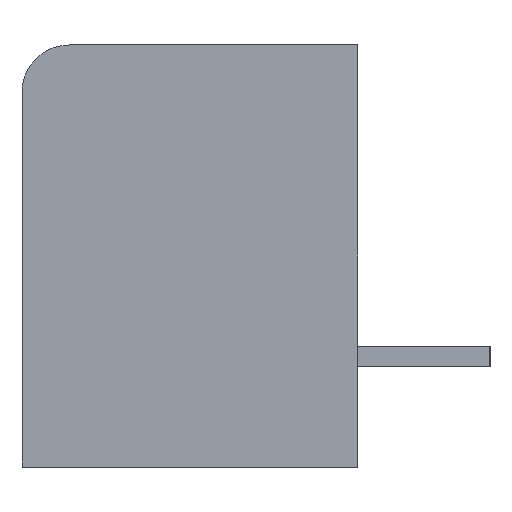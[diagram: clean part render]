
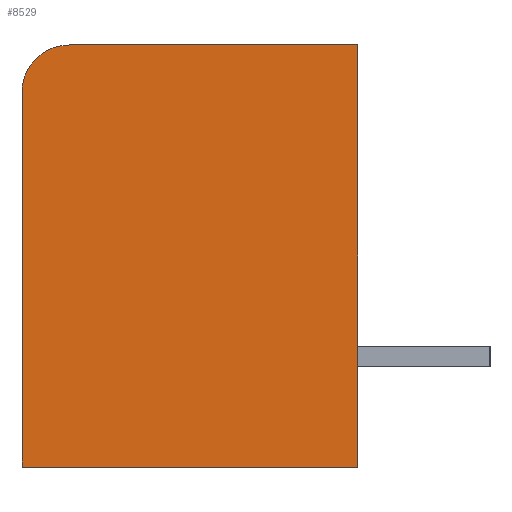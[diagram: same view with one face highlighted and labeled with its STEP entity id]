
A CAD part, left-side view. The second image highlights one B-rep face of the part: STEP entity #8529.
In plain terms, the highlighted planar face has unit normal (-1, 0, 0).
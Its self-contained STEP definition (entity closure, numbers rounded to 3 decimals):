
#163 = EDGE_CURVE ( 'NONE', #2823, #5643, #8019, .T. ) ;
#316 = ORIENTED_EDGE ( 'NONE', *, *, #163, .T. ) ;
#317 = EDGE_CURVE ( 'NONE', #8100, #2823, #813, .T. ) ;
#813 = LINE ( 'NONE', #2216, #1896 ) ;
#940 = CARTESIAN_POINT ( 'NONE',  ( -38.725, 12.25, 6.95 ) ) ;
#1763 = EDGE_CURVE ( 'NONE', #8100, #6101, #1912, .T. ) ;
#1896 = VECTOR ( 'NONE', #4889, 1000. ) ;
#1911 = DIRECTION ( 'NONE',  ( 1., 0., 0. ) ) ;
#1912 = LINE ( 'NONE', #7150, #5281 ) ;
#2075 = CIRCLE ( 'NONE', #8350, 2. ) ;
#2129 = CARTESIAN_POINT ( 'NONE',  ( -38.725, 14.25, -8.95 ) ) ;
#2216 = CARTESIAN_POINT ( 'NONE',  ( -38.725, 14.25, -8.95 ) ) ;
#2273 = DIRECTION ( 'NONE',  ( 0., -1., 0. ) ) ;
#2400 = ORIENTED_EDGE ( 'NONE', *, *, #317, .T. ) ;
#2823 = VERTEX_POINT ( 'NONE', #7026 ) ;
#3047 = EDGE_LOOP ( 'NONE', ( #7735, #4461, #4406, #2400, #316 ) ) ;
#3322 = CARTESIAN_POINT ( 'NONE',  ( -38.725, 0., -8.95 ) ) ;
#3323 = PLANE ( 'NONE',  #6540 ) ;
#3681 = CARTESIAN_POINT ( 'NONE',  ( -38.725, 14.25, 8.95 ) ) ;
#3778 = EDGE_CURVE ( 'NONE', #4253, #5643, #5400, .T. ) ;
#4253 = VERTEX_POINT ( 'NONE', #5159 ) ;
#4406 = ORIENTED_EDGE ( 'NONE', *, *, #1763, .F. ) ;
#4455 = DIRECTION ( 'NONE',  ( 0., 0., 1. ) ) ;
#4461 = ORIENTED_EDGE ( 'NONE', *, *, #8595, .T. ) ;
#4588 = DIRECTION ( 'NONE',  ( 0., 0., -1. ) ) ;
#4842 = DIRECTION ( 'NONE',  ( 0., 0., -1. ) ) ;
#4889 = DIRECTION ( 'NONE',  ( 0., -1., 0. ) ) ;
#5159 = CARTESIAN_POINT ( 'NONE',  ( -38.725, 12.25, 8.95 ) ) ;
#5171 = CARTESIAN_POINT ( 'NONE',  ( -38.725, 0., 8.95 ) ) ;
#5281 = VECTOR ( 'NONE', #4455, 1000. ) ;
#5400 = LINE ( 'NONE', #3681, #6442 ) ;
#5448 = FACE_OUTER_BOUND ( 'NONE', #3047, .T. ) ;
#5643 = VERTEX_POINT ( 'NONE', #5171 ) ;
#6101 = VERTEX_POINT ( 'NONE', #8576 ) ;
#6192 = DIRECTION ( 'NONE',  ( -1., 0., 0. ) ) ;
#6442 = VECTOR ( 'NONE', #2273, 1000. ) ;
#6540 = AXIS2_PLACEMENT_3D ( 'NONE', #8065, #1911, #4588 ) ;
#6558 = DIRECTION ( 'NONE',  ( 0., 0., 1. ) ) ;
#6932 = VECTOR ( 'NONE', #6558, 1000. ) ;
#7026 = CARTESIAN_POINT ( 'NONE',  ( -38.725, 0., -8.95 ) ) ;
#7150 = CARTESIAN_POINT ( 'NONE',  ( -38.725, 14.25, -8.95 ) ) ;
#7735 = ORIENTED_EDGE ( 'NONE', *, *, #3778, .F. ) ;
#8019 = LINE ( 'NONE', #3322, #6932 ) ;
#8065 = CARTESIAN_POINT ( 'NONE',  ( -38.725, 14.25, -8.95 ) ) ;
#8100 = VERTEX_POINT ( 'NONE', #2129 ) ;
#8350 = AXIS2_PLACEMENT_3D ( 'NONE', #940, #6192, #4842 ) ;
#8529 = ADVANCED_FACE ( 'NONE', ( #5448 ), #3323, .F. ) ;
#8576 = CARTESIAN_POINT ( 'NONE',  ( -38.725, 14.25, 6.95 ) ) ;
#8595 = EDGE_CURVE ( 'NONE', #4253, #6101, #2075, .T. ) ;
